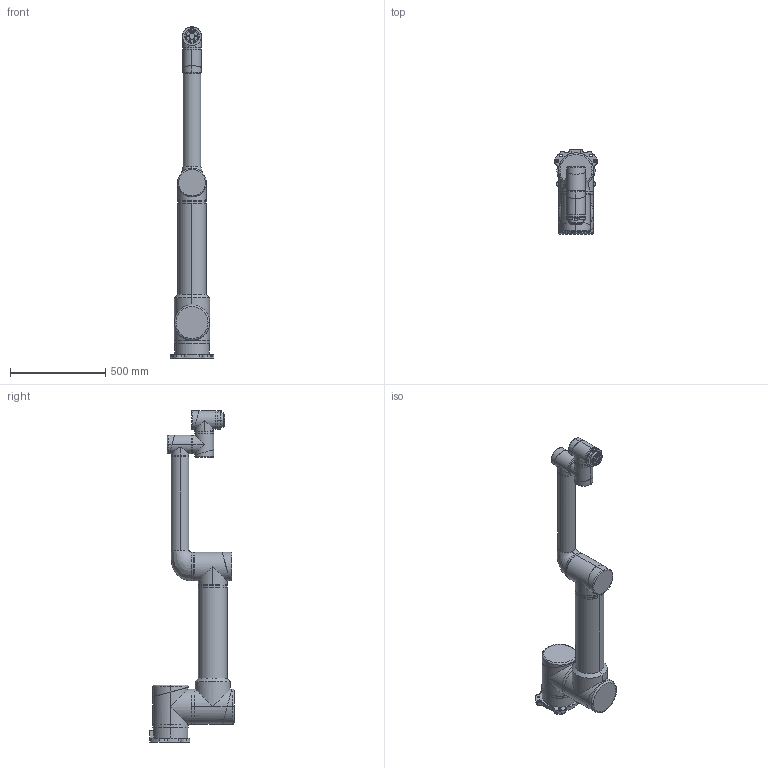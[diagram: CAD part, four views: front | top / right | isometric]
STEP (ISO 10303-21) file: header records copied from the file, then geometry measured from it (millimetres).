
FILE_DESCRIPTION (( 'STEP AP203' ), '1' );
FILE_NAME ('i25-1500-潠趙耀倰.STEP', '2024-03-19T05:25:13', ( '' ), ( '' ), 'SwSTEP 2.0', 'SolidWorks 2022', '' );
FILE_SCHEMA (( 'CONFIG_CONTROL_DESIGN' ));
Length unit declared in the file: millimetre
Products named in the file (8): i25-ID5-简化; i25-1500-大臂-简化; i25-1500-小臂-简化; i20-末端-简化; i25-ID6-简化; i25-ID1-简化; i25-1500-简化模型; i20-底座-简化
Assembly tree (7 placements, depth 2):
  i25-1500-简化模型
    i20-底座-简化
    i25-ID1-简化
    i25-1500-大臂-简化
    i25-1500-小臂-简化
    i25-ID5-简化
    i25-ID6-简化
    i20-末端-简化
Bounding box: 229.34 x 440.81 x 1738.5 mm (x, y, z)
Volume: 37906002.3 mm3; surface area: 1385870 mm2
Topology: 8 solids, 14 shells, 323 faces, 721 edges, 459 vertices
Faces by surface type: cylinder 144, plane 99, cone 50, bspline 18, torus 12
Entity records: 11313 total; most frequent: CARTESIAN_POINT 3337, DIRECTION 1567, ORIENTED_EDGE 1418, EDGE_CURVE 709, AXIS2_PLACEMENT_3D 655, VERTEX_POINT 459, EDGE_LOOP 380, CIRCLE 340
